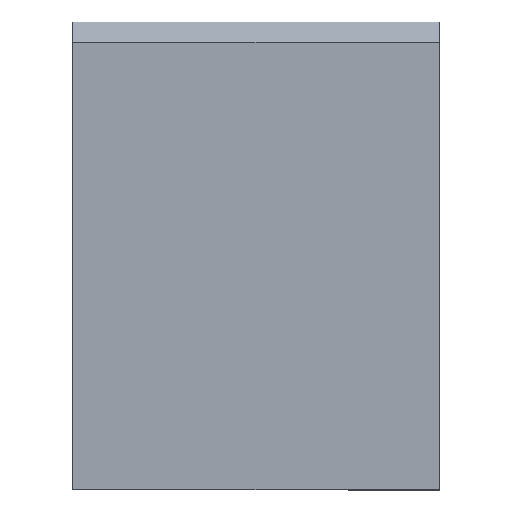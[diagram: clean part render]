
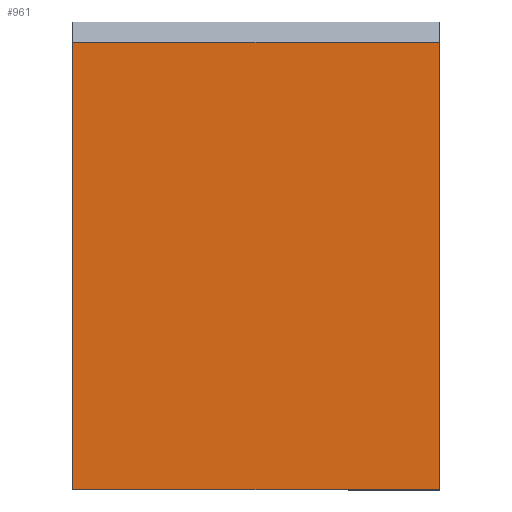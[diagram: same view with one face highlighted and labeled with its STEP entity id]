
A CAD part, top view. The second image highlights one B-rep face of the part: STEP entity #961.
In plain terms, the highlighted planar face has unit normal (0, 0, 1).
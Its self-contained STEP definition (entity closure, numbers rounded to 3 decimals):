
#948=AXIS2_PLACEMENT_3D('Plane Axis2P3D',#945,#946,#947) ;
#526=CARTESIAN_POINT('Vertex',(13.7,16.75,3.25)) ;
#529=CARTESIAN_POINT('Line Origine',(13.7,8.375,3.25)) ;
#533=CARTESIAN_POINT('Vertex',(13.7,0.,3.25)) ;
#637=CARTESIAN_POINT('Vertex',(0.,0.,3.25)) ;
#640=CARTESIAN_POINT('Line Origine',(0.,8.375,3.25)) ;
#644=CARTESIAN_POINT('Vertex',(0.,16.75,3.25)) ;
#926=CARTESIAN_POINT('Line Origine',(6.85,16.75,3.25)) ;
#945=CARTESIAN_POINT('Axis2P3D Location',(6.85,8.75,3.25)) ;
#950=CARTESIAN_POINT('Line Origine',(6.85,0.,3.25)) ;
#530=DIRECTION('Vector Direction',(0.,1.,0.)) ;
#641=DIRECTION('Vector Direction',(0.,-1.,0.)) ;
#927=DIRECTION('Vector Direction',(-1.,0.,0.)) ;
#946=DIRECTION('Axis2P3D Direction',(0.,0.,1.)) ;
#947=DIRECTION('Axis2P3D XDirection',(-1.,0.,0.)) ;
#951=DIRECTION('Vector Direction',(-1.,0.,0.)) ;
#531=VECTOR('Line Direction',#530,1.) ;
#642=VECTOR('Line Direction',#641,1.) ;
#928=VECTOR('Line Direction',#927,1.) ;
#952=VECTOR('Line Direction',#951,1.) ;
#956=ORIENTED_EDGE('',*,*,#646,.T.) ;
#957=ORIENTED_EDGE('',*,*,#954,.T.) ;
#958=ORIENTED_EDGE('',*,*,#535,.T.) ;
#959=ORIENTED_EDGE('',*,*,#930,.T.) ;
#961=ADVANCED_FACE('Koerper.2',(#960),#949,.T.) ;
#535=EDGE_CURVE('',#534,#527,#532,.T.) ;
#646=EDGE_CURVE('',#645,#638,#643,.T.) ;
#930=EDGE_CURVE('',#527,#645,#929,.T.) ;
#954=EDGE_CURVE('',#638,#534,#953,.F.) ;
#955=EDGE_LOOP('',(#956,#957,#958,#959)) ;
#960=FACE_OUTER_BOUND('',#955,.T.) ;
#532=LINE('Line',#529,#531) ;
#643=LINE('Line',#640,#642) ;
#929=LINE('Line',#926,#928) ;
#953=LINE('Line',#950,#952) ;
#949=PLANE('',#948) ;
#527=VERTEX_POINT('',#526) ;
#534=VERTEX_POINT('',#533) ;
#638=VERTEX_POINT('',#637) ;
#645=VERTEX_POINT('',#644) ;
